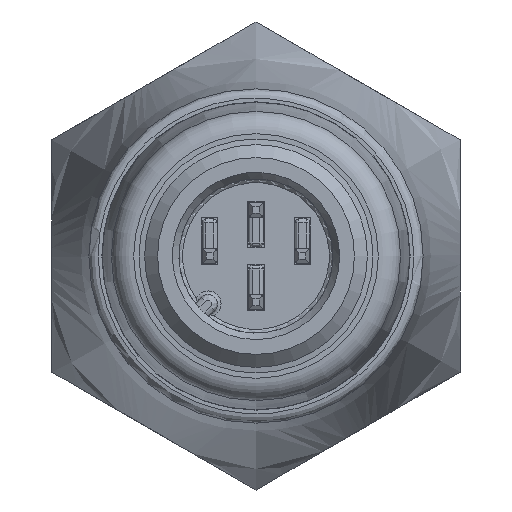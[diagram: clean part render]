
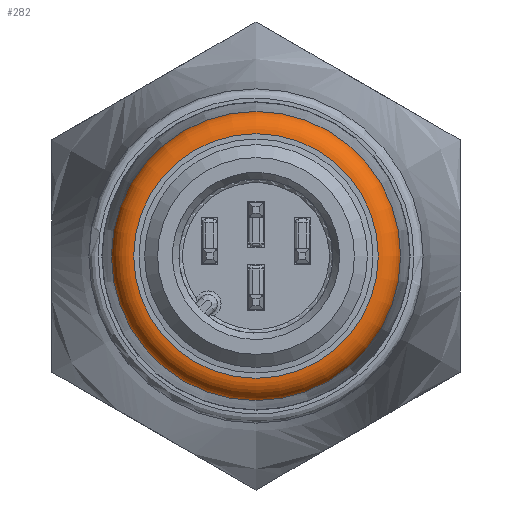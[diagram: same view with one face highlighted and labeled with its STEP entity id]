
A CAD part, front view. The second image highlights one B-rep face of the part: STEP entity #282.
In plain terms, the highlighted toroidal (fillet/blend) face has major radius 6.587 mm and minor radius 1.2 mm.
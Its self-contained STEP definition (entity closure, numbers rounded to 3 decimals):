
#282 = ADVANCED_FACE( '', ( #704, #705 ), #706, .T. );
#704 = FACE_OUTER_BOUND( '', #1316, .T. );
#705 = FACE_OUTER_BOUND( '', #1317, .T. );
#706 = TOROIDAL_SURFACE( '', #1318, 6.587, 1.2 );
#1316 = EDGE_LOOP( '', ( #2115 ) );
#1317 = EDGE_LOOP( '', ( #2116 ) );
#1318 = AXIS2_PLACEMENT_3D( '', #2117, #2118, #2119 );
#2115 = ORIENTED_EDGE( '', *, *, #3455, .F. );
#2116 = ORIENTED_EDGE( '', *, *, #3495, .F. );
#2117 = CARTESIAN_POINT( '', ( 0., -85.25, 0. ) );
#2118 = DIRECTION( '', ( 0., 1., 0. ) );
#2119 = DIRECTION( '', ( 1., 0., 0. ) );
#3455 = EDGE_CURVE( '', #4161, #4161, #4162, .T. );
#3495 = EDGE_CURVE( '', #4228, #4228, #4229, .F. );
#4161 = VERTEX_POINT( '', #5318 );
#4162 = CIRCLE( '', #5319, 7.783 );
#4228 = VERTEX_POINT( '', #5409 );
#4229 = CIRCLE( '', #5410, 6.587 );
#5318 = CARTESIAN_POINT( '', ( 0., -85.34, 7.783 ) );
#5319 = AXIS2_PLACEMENT_3D( '', #6379, #6380, #6381 );
#5409 = CARTESIAN_POINT( '', ( 6.587, -86.45, 0. ) );
#5410 = AXIS2_PLACEMENT_3D( '', #6430, #6431, #6432 );
#6379 = CARTESIAN_POINT( '', ( 0., -85.34, 0. ) );
#6380 = DIRECTION( '', ( 0., 1., 0. ) );
#6381 = DIRECTION( '', ( 0., 0., 1. ) );
#6430 = CARTESIAN_POINT( '', ( 0., -86.45, 0. ) );
#6431 = DIRECTION( '', ( 0., 1., 0. ) );
#6432 = DIRECTION( '', ( 1., 0., 0. ) );
